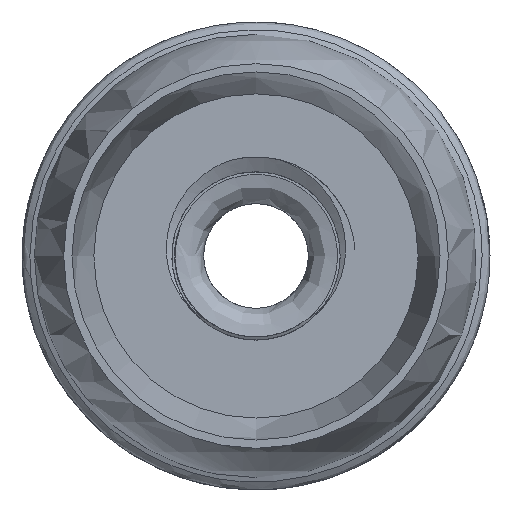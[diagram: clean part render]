
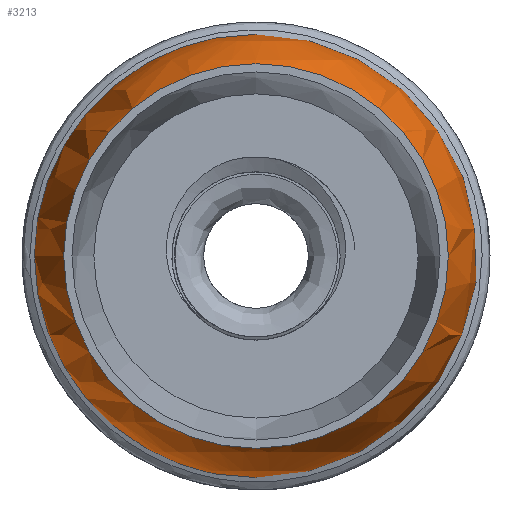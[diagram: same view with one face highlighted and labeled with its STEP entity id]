
A CAD part, front view. The second image highlights one B-rep face of the part: STEP entity #3213.
In plain terms, the highlighted spherical face has radius 20.447 mm.
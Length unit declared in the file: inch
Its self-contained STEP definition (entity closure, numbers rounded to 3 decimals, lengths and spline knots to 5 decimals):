
#14=SPHERICAL_SURFACE('',#3371,0.805);
#42=FACE_BOUND('',#686,.T.);
#43=FACE_BOUND('',#687,.T.);
#283=CIRCLE('',#3368,0.64007);
#285=CIRCLE('',#3372,0.805);
#286=CIRCLE('',#3373,0.69859);
#482=FACE_OUTER_BOUND('',#685,.T.);
#685=EDGE_LOOP('',(#2855,#2856));
#686=EDGE_LOOP('',(#2857));
#687=EDGE_LOOP('',(#2858));
#1384=VERTEX_POINT('',#18000);
#1386=VERTEX_POINT('',#18007);
#1387=VERTEX_POINT('',#18008);
#1388=VERTEX_POINT('',#18010);
#1884=EDGE_CURVE('',#1384,#1384,#283,.T.);
#1886=EDGE_CURVE('',#1386,#1387,#285,.T.);
#1887=EDGE_CURVE('',#1388,#1388,#286,.T.);
#2855=ORIENTED_EDGE('',*,*,#1886,.T.);
#2856=ORIENTED_EDGE('',*,*,#1886,.F.);
#2857=ORIENTED_EDGE('',*,*,#1887,.T.);
#2858=ORIENTED_EDGE('',*,*,#1884,.F.);
#3213=ADVANCED_FACE('',(#482,#42,#43),#14,.T.);
#3368=AXIS2_PLACEMENT_3D('',#18002,#3700,#3701);
#3371=AXIS2_PLACEMENT_3D('',#18006,#3706,#3707);
#3372=AXIS2_PLACEMENT_3D('',#18009,#3708,#3709);
#3373=AXIS2_PLACEMENT_3D('',#18011,#3710,#3711);
#3700=DIRECTION('center_axis',(0.,1.,0.));
#3701=DIRECTION('ref_axis',(1.,0.,0.));
#3706=DIRECTION('center_axis',(0.,0.,1.));
#3707=DIRECTION('ref_axis',(1.,0.,0.));
#3708=DIRECTION('center_axis',(0.,-1.,0.));
#3709=DIRECTION('ref_axis',(-1.,0.,0.));
#3710=DIRECTION('center_axis',(0.,1.,0.));
#3711=DIRECTION('ref_axis',(1.,0.,0.));
#18000=CARTESIAN_POINT('',(0.,0.48819,-0.64007));
#18002=CARTESIAN_POINT('Origin',(0.,0.48819,0.));
#18006=CARTESIAN_POINT('Origin',(0.,0.,0.));
#18007=CARTESIAN_POINT('',(0.,0.,0.805));
#18008=CARTESIAN_POINT('',(0.,0.,-0.805));
#18009=CARTESIAN_POINT('Origin',(0.,0.,0.));
#18010=CARTESIAN_POINT('',(-0.69859,-0.4,0.));
#18011=CARTESIAN_POINT('Origin',(0.,-0.4,0.));
